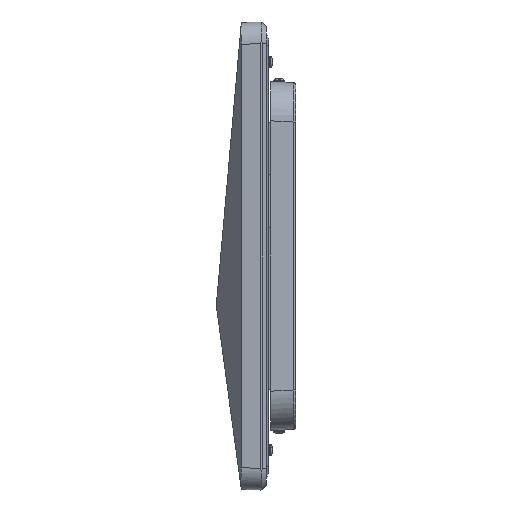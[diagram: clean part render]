
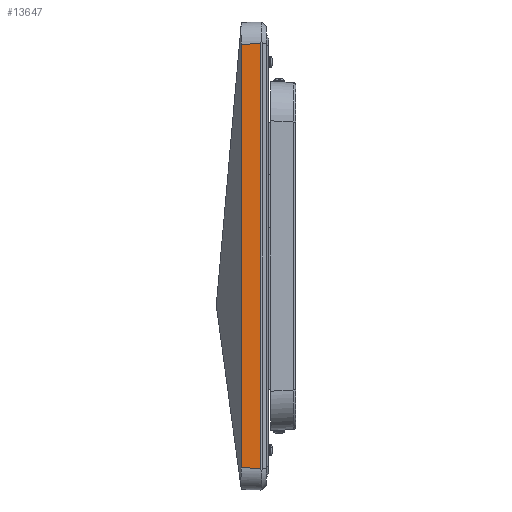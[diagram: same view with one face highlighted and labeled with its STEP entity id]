
A CAD part, left-side view. The second image highlights one B-rep face of the part: STEP entity #13647.
In plain terms, the highlighted planar face has unit normal (-1, 0.026, 0).
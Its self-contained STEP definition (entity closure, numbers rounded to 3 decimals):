
#638 = ORIENTED_EDGE ( 'NONE', *, *, #14422, .F. ) ;
#932 = LINE ( 'NONE', #14491, #14389 ) ;
#2183 = CARTESIAN_POINT ( 'NONE',  ( -161.517, -8.1, 136.168 ) ) ;
#2243 = ORIENTED_EDGE ( 'NONE', *, *, #6174, .T. ) ;
#2487 = CARTESIAN_POINT ( 'NONE',  ( -161.517, -8.1, 136.184 ) ) ;
#2750 = VECTOR ( 'NONE', #4305, 1000. ) ;
#3077 = ORIENTED_EDGE ( 'NONE', *, *, #6076, .T. ) ;
#4305 = DIRECTION ( 'NONE',  ( -0.026, -0.999, -0.026 ) ) ;
#4334 = DIRECTION ( 'NONE',  ( -1., 0.026, 0. ) ) ;
#4635 = LINE ( 'NONE', #14206, #9530 ) ;
#5311 = VERTEX_POINT ( 'NONE', #6339 ) ;
#5658 = CARTESIAN_POINT ( 'NONE',  ( -161.428, -4.685, -117.565 ) ) ;
#6020 = CARTESIAN_POINT ( 'NONE',  ( -161.218, 3.333, -117.355 ) ) ;
#6076 = EDGE_CURVE ( 'NONE', #8299, #13654, #9720, .T. ) ;
#6081 = DIRECTION ( 'NONE',  ( 0., 0., 1. ) ) ;
#6174 = EDGE_CURVE ( 'NONE', #13654, #5311, #932, .T. ) ;
#6339 = CARTESIAN_POINT ( 'NONE',  ( -161.218, 3.333, 135.868 ) ) ;
#6613 = AXIS2_PLACEMENT_3D ( 'NONE', #10117, #4334, #8969 ) ;
#6929 = EDGE_CURVE ( 'NONE', #13765, #8299, #12493, .T. ) ;
#7581 = CARTESIAN_POINT ( 'NONE',  ( -161.517, -8.1, -117.654 ) ) ;
#7607 = PLANE ( 'NONE',  #6613 ) ;
#8299 = VERTEX_POINT ( 'NONE', #7581 ) ;
#8969 = DIRECTION ( 'NONE',  ( 0., 0., 1. ) ) ;
#9530 = VECTOR ( 'NONE', #12835, 1000. ) ;
#9720 = LINE ( 'NONE', #2487, #14630 ) ;
#9725 = ORIENTED_EDGE ( 'NONE', *, *, #6929, .T. ) ;
#10117 = CARTESIAN_POINT ( 'NONE',  ( -161.611, -11.667, 149.257 ) ) ;
#10863 = EDGE_LOOP ( 'NONE', ( #9725, #3077, #2243, #638 ) ) ;
#12493 = LINE ( 'NONE', #5658, #2750 ) ;
#12526 = FACE_OUTER_BOUND ( 'NONE', #10863, .T. ) ;
#12835 = DIRECTION ( 'NONE',  ( 0., 0., 1. ) ) ;
#13647 = ADVANCED_FACE ( 'NONE', ( #12526 ), #7607, .T. ) ;
#13654 = VERTEX_POINT ( 'NONE', #2183 ) ;
#13765 = VERTEX_POINT ( 'NONE', #6020 ) ;
#14206 = CARTESIAN_POINT ( 'NONE',  ( -161.218, 3.333, 9.257 ) ) ;
#14389 = VECTOR ( 'NONE', #14405, 1000. ) ;
#14405 = DIRECTION ( 'NONE',  ( 0.026, 0.999, -0.026 ) ) ;
#14422 = EDGE_CURVE ( 'NONE', #13765, #5311, #4635, .T. ) ;
#14491 = CARTESIAN_POINT ( 'NONE',  ( -161.62, -12.007, 136.27 ) ) ;
#14630 = VECTOR ( 'NONE', #6081, 1000. ) ;
